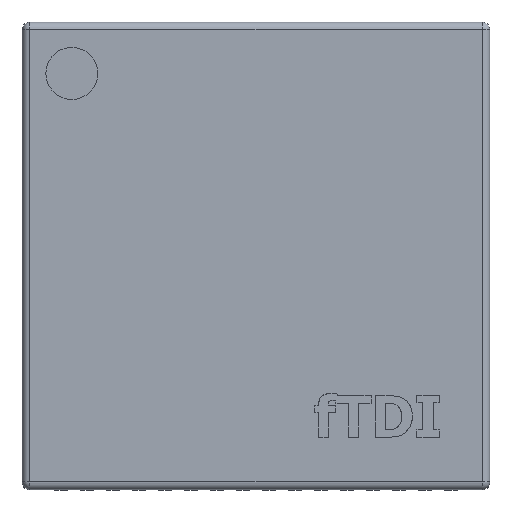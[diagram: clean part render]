
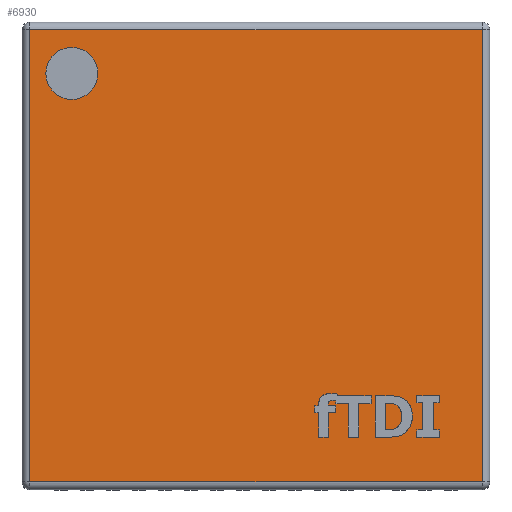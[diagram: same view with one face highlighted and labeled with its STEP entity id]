
A CAD part, top view. The second image highlights one B-rep face of the part: STEP entity #6930.
In plain terms, the highlighted planar face has unit normal (0, 0, 1).
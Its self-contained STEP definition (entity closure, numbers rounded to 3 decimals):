
#216=PLANE('',#7597);
#599=LINE('',#10241,#1400);
#603=LINE('',#10257,#1404);
#605=LINE('',#10260,#1406);
#607=LINE('',#10263,#1408);
#1400=VECTOR('',#8224,10.);
#1404=VECTOR('',#8242,10.);
#1406=VECTOR('',#8246,10.);
#1408=VECTOR('',#8250,10.);
#2282=FACE_OUTER_BOUND('',#2750,.T.);
#2750=EDGE_LOOP('',(#5020,#5021,#5022,#5023));
#3353=VERTEX_POINT('',#10203);
#3358=VERTEX_POINT('',#10216);
#3363=VERTEX_POINT('',#10229);
#3368=VERTEX_POINT('',#10245);
#4014=EDGE_CURVE('',#3353,#3363,#599,.T.);
#4022=EDGE_CURVE('',#3363,#3368,#603,.T.);
#4024=EDGE_CURVE('',#3368,#3358,#605,.T.);
#4026=EDGE_CURVE('',#3358,#3353,#607,.T.);
#5020=ORIENTED_EDGE('',*,*,#4014,.F.);
#5021=ORIENTED_EDGE('',*,*,#4026,.F.);
#5022=ORIENTED_EDGE('',*,*,#4024,.F.);
#5023=ORIENTED_EDGE('',*,*,#4022,.F.);
#6930=ADVANCED_FACE('',(#2282),#216,.T.);
#7597=AXIS2_PLACEMENT_3D('',#10269,#8258,#8259);
#8224=DIRECTION('',(0.,-1.,0.));
#8242=DIRECTION('',(-1.,0.,0.));
#8246=DIRECTION('',(0.,1.,0.));
#8250=DIRECTION('',(1.,0.,0.));
#8258=DIRECTION('center_axis',(0.,0.,1.));
#8259=DIRECTION('ref_axis',(1.,0.,0.));
#10203=CARTESIAN_POINT('',(4.35,4.35,0.88));
#10216=CARTESIAN_POINT('',(-4.35,4.35,0.88));
#10229=CARTESIAN_POINT('',(4.35,-4.35,0.88));
#10241=CARTESIAN_POINT('',(4.35,-2.25,0.88));
#10245=CARTESIAN_POINT('',(-4.35,-4.35,0.88));
#10257=CARTESIAN_POINT('',(-2.25,-4.35,0.88));
#10260=CARTESIAN_POINT('',(-4.35,2.25,0.88));
#10263=CARTESIAN_POINT('',(2.25,4.35,0.88));
#10269=CARTESIAN_POINT('Origin',(0.,0.,0.88));
